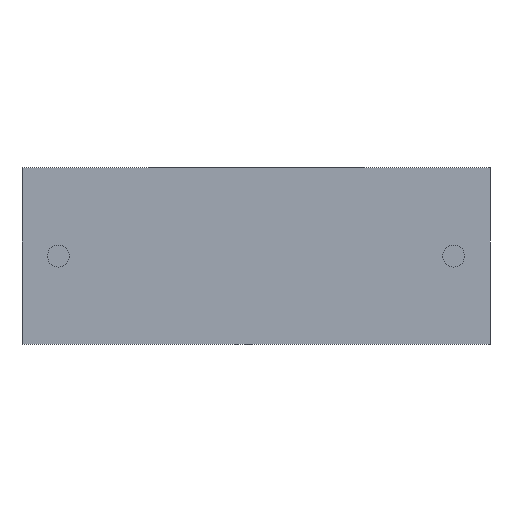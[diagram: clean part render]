
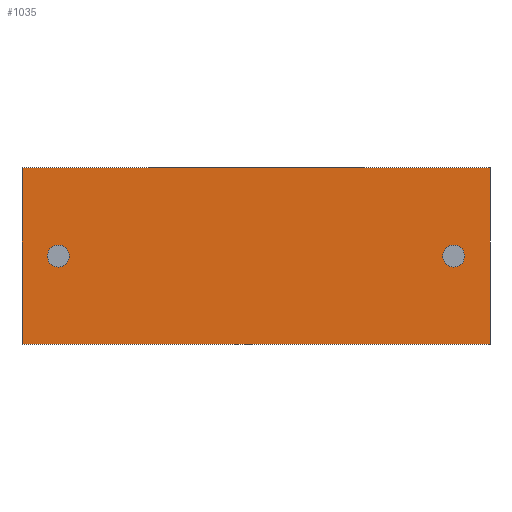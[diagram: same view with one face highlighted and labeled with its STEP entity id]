
A CAD part, front view. The second image highlights one B-rep face of the part: STEP entity #1035.
In plain terms, the highlighted planar face has unit normal (0, -1, 0).
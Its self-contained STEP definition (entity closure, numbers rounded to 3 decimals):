
#5 = FACE_OUTER_BOUND ( 'NONE', #1610, .T. ) ;
#11 = DIRECTION ( 'NONE',  ( 0., 0., 1. ) ) ;
#31 = EDGE_CURVE ( 'NONE', #1412, #580, #1765, .T. ) ;
#86 = DIRECTION ( 'NONE',  ( 1., 0., 0. ) ) ;
#135 = VERTEX_POINT ( 'NONE', #321 ) ;
#160 = CARTESIAN_POINT ( 'NONE',  ( 0., 0., 6.8 ) ) ;
#181 = FACE_BOUND ( 'NONE', #2083, .T. ) ;
#217 = EDGE_CURVE ( 'NONE', #1408, #1482, #586, .T. ) ;
#228 = ORIENTED_EDGE ( 'NONE', *, *, #1577, .F. ) ;
#293 = AXIS2_PLACEMENT_3D ( 'NONE', #2229, #1818, #1101 ) ;
#321 = CARTESIAN_POINT ( 'NONE',  ( 0., 0., 0. ) ) ;
#325 = LINE ( 'NONE', #1065, #908 ) ;
#371 = ORIENTED_EDGE ( 'NONE', *, *, #1093, .T. ) ;
#393 = ORIENTED_EDGE ( 'NONE', *, *, #594, .F. ) ;
#467 = CARTESIAN_POINT ( 'NONE',  ( 0., 0., 6.8 ) ) ;
#496 = ORIENTED_EDGE ( 'NONE', *, *, #217, .F. ) ;
#503 = AXIS2_PLACEMENT_3D ( 'NONE', #1963, #1034, #1042 ) ;
#536 = CARTESIAN_POINT ( 'NONE',  ( 1.4, 0., 2.975 ) ) ;
#558 = VECTOR ( 'NONE', #1918, 1000. ) ;
#561 = DIRECTION ( 'NONE',  ( 0., 0., 1. ) ) ;
#580 = VERTEX_POINT ( 'NONE', #769 ) ;
#586 = LINE ( 'NONE', #968, #558 ) ;
#594 = EDGE_CURVE ( 'NONE', #1482, #1956, #1524, .T. ) ;
#618 = AXIS2_PLACEMENT_3D ( 'NONE', #1525, #1890, #561 ) ;
#627 = EDGE_CURVE ( 'NONE', #1408, #135, #1784, .T. ) ;
#657 = ORIENTED_EDGE ( 'NONE', *, *, #627, .T. ) ;
#720 = DIRECTION ( 'NONE',  ( 0., 1., 0. ) ) ;
#728 = PLANE ( 'NONE',  #1212 ) ;
#769 = CARTESIAN_POINT ( 'NONE',  ( 1.4, 0., 3.825 ) ) ;
#788 = EDGE_CURVE ( 'NONE', #1296, #1689, #1930, .T. ) ;
#791 = AXIS2_PLACEMENT_3D ( 'NONE', #1711, #972, #11 ) ;
#830 = CARTESIAN_POINT ( 'NONE',  ( 18., 0., 6.8 ) ) ;
#908 = VECTOR ( 'NONE', #86, 1000. ) ;
#968 = CARTESIAN_POINT ( 'NONE',  ( 0., 0., 6.8 ) ) ;
#972 = DIRECTION ( 'NONE',  ( 0., -1., 0. ) ) ;
#1034 = DIRECTION ( 'NONE',  ( 0., 1., 0. ) ) ;
#1035 = ADVANCED_FACE ( 'NONE', ( #181, #5, #2371 ), #728, .F. ) ;
#1042 = DIRECTION ( 'NONE',  ( 0., 0., -1. ) ) ;
#1065 = CARTESIAN_POINT ( 'NONE',  ( 0., 0., 0. ) ) ;
#1093 = EDGE_CURVE ( 'NONE', #1689, #1296, #1867, .T. ) ;
#1101 = DIRECTION ( 'NONE',  ( 0., 0., -1. ) ) ;
#1183 = CARTESIAN_POINT ( 'NONE',  ( 16.6, 0., 2.975 ) ) ;
#1187 = ORIENTED_EDGE ( 'NONE', *, *, #2155, .T. ) ;
#1212 = AXIS2_PLACEMENT_3D ( 'NONE', #160, #720, #2255 ) ;
#1296 = VERTEX_POINT ( 'NONE', #1452 ) ;
#1408 = VERTEX_POINT ( 'NONE', #1495 ) ;
#1412 = VERTEX_POINT ( 'NONE', #536 ) ;
#1452 = CARTESIAN_POINT ( 'NONE',  ( 16.6, 0., 3.825 ) ) ;
#1481 = CARTESIAN_POINT ( 'NONE',  ( 18., 0., 0. ) ) ;
#1482 = VERTEX_POINT ( 'NONE', #2077 ) ;
#1495 = CARTESIAN_POINT ( 'NONE',  ( 0., 0., 6.8 ) ) ;
#1523 = ORIENTED_EDGE ( 'NONE', *, *, #31, .F. ) ;
#1524 = LINE ( 'NONE', #830, #2284 ) ;
#1525 = CARTESIAN_POINT ( 'NONE',  ( 1.4, 0., 3.4 ) ) ;
#1577 = EDGE_CURVE ( 'NONE', #580, #1412, #1631, .T. ) ;
#1610 = EDGE_LOOP ( 'NONE', ( #1187, #393, #496, #657 ) ) ;
#1631 = CIRCLE ( 'NONE', #618, 0.425 ) ;
#1689 = VERTEX_POINT ( 'NONE', #1183 ) ;
#1711 = CARTESIAN_POINT ( 'NONE',  ( 1.4, 0., 3.4 ) ) ;
#1765 = CIRCLE ( 'NONE', #791, 0.425 ) ;
#1779 = DIRECTION ( 'NONE',  ( 0., 0., -1. ) ) ;
#1784 = LINE ( 'NONE', #467, #1933 ) ;
#1807 = DIRECTION ( 'NONE',  ( 0., 0., -1. ) ) ;
#1818 = DIRECTION ( 'NONE',  ( 0., 1., 0. ) ) ;
#1867 = CIRCLE ( 'NONE', #503, 0.425 ) ;
#1890 = DIRECTION ( 'NONE',  ( 0., -1., 0. ) ) ;
#1918 = DIRECTION ( 'NONE',  ( 1., 0., 0. ) ) ;
#1930 = CIRCLE ( 'NONE', #293, 0.425 ) ;
#1933 = VECTOR ( 'NONE', #1807, 1000. ) ;
#1956 = VERTEX_POINT ( 'NONE', #1481 ) ;
#1963 = CARTESIAN_POINT ( 'NONE',  ( 16.6, 0., 3.4 ) ) ;
#2067 = EDGE_LOOP ( 'NONE', ( #228, #1523 ) ) ;
#2077 = CARTESIAN_POINT ( 'NONE',  ( 18., 0., 6.8 ) ) ;
#2083 = EDGE_LOOP ( 'NONE', ( #2257, #371 ) ) ;
#2155 = EDGE_CURVE ( 'NONE', #135, #1956, #325, .T. ) ;
#2229 = CARTESIAN_POINT ( 'NONE',  ( 16.6, 0., 3.4 ) ) ;
#2255 = DIRECTION ( 'NONE',  ( 0., 0., 1. ) ) ;
#2257 = ORIENTED_EDGE ( 'NONE', *, *, #788, .T. ) ;
#2284 = VECTOR ( 'NONE', #1779, 1000. ) ;
#2371 = FACE_BOUND ( 'NONE', #2067, .T. ) ;
